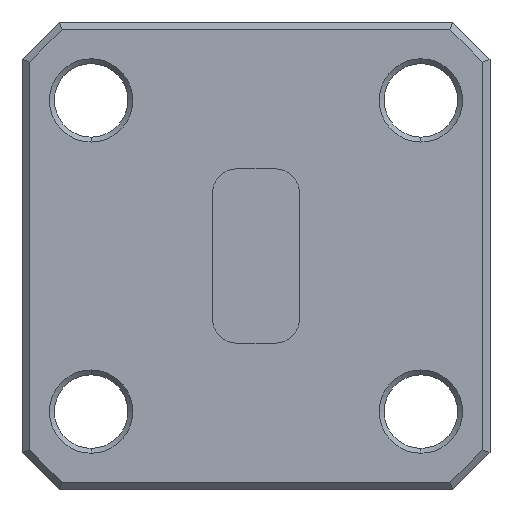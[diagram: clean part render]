
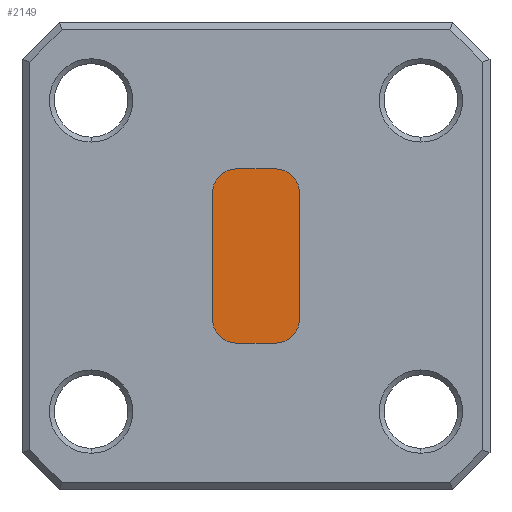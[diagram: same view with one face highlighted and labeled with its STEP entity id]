
A CAD part, front view. The second image highlights one B-rep face of the part: STEP entity #2149.
In plain terms, the highlighted planar face has unit normal (0, -1, 0).
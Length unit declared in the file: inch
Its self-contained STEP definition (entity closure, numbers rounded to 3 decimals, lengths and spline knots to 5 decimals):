
#38 = AXIS2_PLACEMENT_3D ( 'NONE', #1097, #3414, #1413 ) ;
#42 = ORIENTED_EDGE ( 'NONE', *, *, #3091, .F. ) ;
#114 = VERTEX_POINT ( 'NONE', #2193 ) ;
#131 = LINE ( 'NONE', #2321, #2620 ) ;
#296 = CARTESIAN_POINT ( 'NONE',  ( -0.07, 0.03937, 0.14 ) ) ;
#441 = AXIS2_PLACEMENT_3D ( 'NONE', #3111, #1119, #3439 ) ;
#506 = VERTEX_POINT ( 'NONE', #2908 ) ;
#597 = ORIENTED_EDGE ( 'NONE', *, *, #3643, .T. ) ;
#688 = DIRECTION ( 'NONE',  ( 0., 0., 1. ) ) ;
#750 = DIRECTION ( 'NONE',  ( 0., 1., 0. ) ) ;
#917 = CARTESIAN_POINT ( 'NONE',  ( 0.03063, 0.03937, -0.14 ) ) ;
#953 = CARTESIAN_POINT ( 'NONE',  ( -0.07, 0.03937, 0.10063 ) ) ;
#983 = ORIENTED_EDGE ( 'NONE', *, *, #2488, .T. ) ;
#1097 = CARTESIAN_POINT ( 'NONE',  ( 0.03063, 0.03937, 0.10063 ) ) ;
#1119 = DIRECTION ( 'NONE',  ( 0., -1., 0. ) ) ;
#1403 = VERTEX_POINT ( 'NONE', #2487 ) ;
#1413 = DIRECTION ( 'NONE',  ( 0., 0., -1. ) ) ;
#1431 = VECTOR ( 'NONE', #2813, 39.37008 ) ;
#1512 = VERTEX_POINT ( 'NONE', #2444 ) ;
#1570 = AXIS2_PLACEMENT_3D ( 'NONE', #2824, #3166, #2135 ) ;
#1625 = LINE ( 'NONE', #2599, #4168 ) ;
#1681 = CIRCLE ( 'NONE', #441, 0.03937 ) ;
#1915 = DIRECTION ( 'NONE',  ( 0., -1., 0. ) ) ;
#2058 = ORIENTED_EDGE ( 'NONE', *, *, #2498, .T. ) ;
#2123 = EDGE_CURVE ( 'Defeatured_0_71+Defeatured_0_74+Defeatured_0_75+Defeatured_0_73', #2875, #1403, #4079, .T. ) ;
#2135 = DIRECTION ( 'NONE',  ( 0., 0., -1. ) ) ;
#2149 = ADVANCED_FACE ( 'Defeatured_0_71', ( #3109 ), #2489, .T. ) ;
#2163 = AXIS2_PLACEMENT_3D ( 'NONE', #3898, #1915, #4237 ) ;
#2193 = CARTESIAN_POINT ( 'NONE',  ( 0.07, 0.03937, -0.10063 ) ) ;
#2309 = CIRCLE ( 'NONE', #2516, 0.03937 ) ;
#2321 = CARTESIAN_POINT ( 'NONE',  ( 0.07, 0.03937, 0.14 ) ) ;
#2444 = CARTESIAN_POINT ( 'NONE',  ( 0.07, 0.03937, 0.10063 ) ) ;
#2472 = CARTESIAN_POINT ( 'NONE',  ( -0.07, 0.03937, 0.14 ) ) ;
#2487 = CARTESIAN_POINT ( 'NONE',  ( -0.07, 0.03937, -0.10063 ) ) ;
#2488 = EDGE_CURVE ( 'Defeatured_0_71+Defeatured_0_73+Defeatured_0_74+Defeatured_0_72', #1403, #506, #3508, .T. ) ;
#2489 = PLANE ( 'NONE',  #1570 ) ;
#2498 = EDGE_CURVE ( 'Defeatured_0_71+Defeatured_0_76+Defeatured_0_77+Defeatured_0_75', #4218, #4240, #2623, .T. ) ;
#2516 = AXIS2_PLACEMENT_3D ( 'NONE', #2717, #750, #3053 ) ;
#2599 = CARTESIAN_POINT ( 'NONE',  ( -0.07, 0.03937, -0.14 ) ) ;
#2620 = VECTOR ( 'NONE', #688, 39.37008 ) ;
#2623 = LINE ( 'NONE', #296, #3411 ) ;
#2717 = CARTESIAN_POINT ( 'NONE',  ( -0.03063, 0.03937, 0.10063 ) ) ;
#2784 = CIRCLE ( 'NONE', #38, 0.03937 ) ;
#2813 = DIRECTION ( 'NONE',  ( 0., 0., -1. ) ) ;
#2824 = CARTESIAN_POINT ( 'NONE',  ( 0.03063, 0.03937, -0.10063 ) ) ;
#2875 = VERTEX_POINT ( 'NONE', #953 ) ;
#2908 = CARTESIAN_POINT ( 'NONE',  ( -0.03063, 0.03937, -0.14 ) ) ;
#2927 = DIRECTION ( 'NONE',  ( -1., 0., 0. ) ) ;
#2928 = CARTESIAN_POINT ( 'NONE',  ( 0.03063, 0.03937, 0.14 ) ) ;
#3053 = DIRECTION ( 'NONE',  ( 0., 0., -1. ) ) ;
#3091 = EDGE_CURVE ( 'Defeatured_0_75+Defeatured_0_71+Defeatured_0_74+Defeatured_0_76', #2875, #4240, #2309, .T. ) ;
#3109 = FACE_OUTER_BOUND ( 'NONE', #3722, .T. ) ;
#3111 = CARTESIAN_POINT ( 'NONE',  ( 0.03063, 0.03937, -0.10063 ) ) ;
#3139 = EDGE_CURVE ( 'Defeatured_0_71+Defeatured_0_77+Defeatured_0_78+Defeatured_0_76', #1512, #4218, #2784, .T. ) ;
#3166 = DIRECTION ( 'NONE',  ( 0., -1., 0. ) ) ;
#3263 = ORIENTED_EDGE ( 'NONE', *, *, #3945, .T. ) ;
#3275 = DIRECTION ( 'NONE',  ( 1., 0., 0. ) ) ;
#3378 = VERTEX_POINT ( 'NONE', #917 ) ;
#3386 = ORIENTED_EDGE ( 'NONE', *, *, #4257, .T. ) ;
#3411 = VECTOR ( 'NONE', #2927, 39.37008 ) ;
#3414 = DIRECTION ( 'NONE',  ( 0., -1., 0. ) ) ;
#3439 = DIRECTION ( 'NONE',  ( 0., 0., -1. ) ) ;
#3508 = CIRCLE ( 'NONE', #2163, 0.03937 ) ;
#3643 = EDGE_CURVE ( 'Defeatured_0_71+Defeatured_0_78+Defeatured_0_79+Defeatured_0_77', #114, #1512, #131, .T. ) ;
#3722 = EDGE_LOOP ( 'NONE', ( #3386, #3263, #597, #4053, #2058, #42, #4216, #983 ) ) ;
#3898 = CARTESIAN_POINT ( 'NONE',  ( -0.03063, 0.03937, -0.10063 ) ) ;
#3945 = EDGE_CURVE ( 'Defeatured_0_71+Defeatured_0_79+Defeatured_0_72+Defeatured_0_78', #3378, #114, #1681, .T. ) ;
#4053 = ORIENTED_EDGE ( 'NONE', *, *, #3139, .T. ) ;
#4079 = LINE ( 'NONE', #2472, #1431 ) ;
#4168 = VECTOR ( 'NONE', #3275, 39.37008 ) ;
#4216 = ORIENTED_EDGE ( 'NONE', *, *, #2123, .T. ) ;
#4218 = VERTEX_POINT ( 'NONE', #2928 ) ;
#4221 = CARTESIAN_POINT ( 'NONE',  ( -0.03063, 0.03937, 0.14 ) ) ;
#4237 = DIRECTION ( 'NONE',  ( 0., 0., -1. ) ) ;
#4240 = VERTEX_POINT ( 'NONE', #4221 ) ;
#4257 = EDGE_CURVE ( 'Defeatured_0_71+Defeatured_0_72+Defeatured_0_73+Defeatured_0_79', #506, #3378, #1625, .T. ) ;
